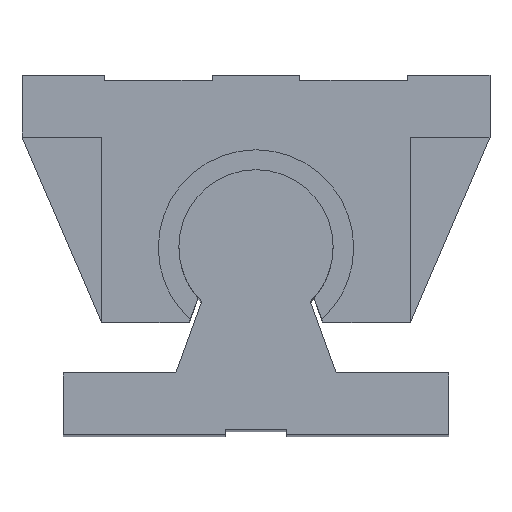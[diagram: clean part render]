
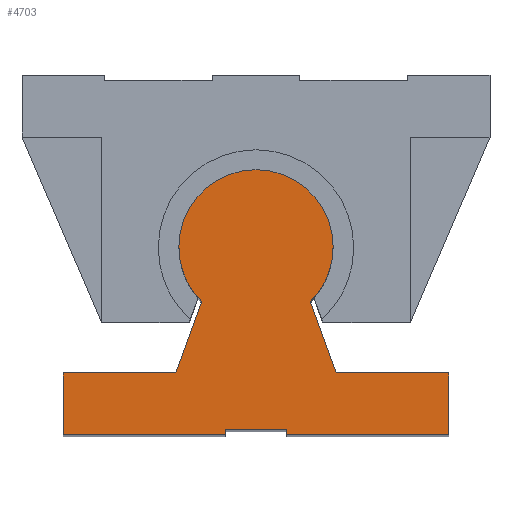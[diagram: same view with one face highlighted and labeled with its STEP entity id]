
A CAD part, top view. The second image highlights one B-rep face of the part: STEP entity #4703.
In plain terms, the highlighted planar face has unit normal (0, 0, 1).
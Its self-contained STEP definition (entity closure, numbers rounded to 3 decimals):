
#199 = CARTESIAN_POINT ( 'NONE',  ( 37.5, -58., 110. ) ) ;
#424 = DIRECTION ( 'NONE',  ( 0., 0., 1. ) ) ;
#512 = DIRECTION ( 'NONE',  ( 0., 0., -1. ) ) ;
#576 = VECTOR ( 'NONE', #3095, 1000. ) ;
#580 = CIRCLE ( 'NONE', #4853, 15. ) ;
#591 = CARTESIAN_POINT ( 'NONE',  ( 10.537, -44.156, 110. ) ) ;
#707 = EDGE_CURVE ( 'NONE', #11814, #15874, #11467, .T. ) ;
#746 = LINE ( 'NONE', #591, #15175 ) ;
#763 = LINE ( 'NONE', #14396, #576 ) ;
#835 = DIRECTION ( 'NONE',  ( -0.342, 0.94, 0. ) ) ;
#889 = VERTEX_POINT ( 'NONE', #4607 ) ;
#978 = ORIENTED_EDGE ( 'NONE', *, *, #4709, .T. ) ;
#1086 = VERTEX_POINT ( 'NONE', #3215 ) ;
#1561 = EDGE_CURVE ( 'NONE', #15874, #1086, #12035, .T. ) ;
#1687 = CARTESIAN_POINT ( 'NONE',  ( -15., -33.48, 110. ) ) ;
#1826 = CARTESIAN_POINT ( 'NONE',  ( -6., -70., 110. ) ) ;
#1909 = CARTESIAN_POINT ( 'NONE',  ( 0., -33.48, 110. ) ) ;
#1990 = PLANE ( 'NONE',  #5950 ) ;
#2139 = ORIENTED_EDGE ( 'NONE', *, *, #6563, .T. ) ;
#2483 = CARTESIAN_POINT ( 'NONE',  ( 15.576, -58., 110. ) ) ;
#2565 = DIRECTION ( 'NONE',  ( 1., 0., 0. ) ) ;
#2689 = CARTESIAN_POINT ( 'NONE',  ( -6., -70., 110. ) ) ;
#2974 = VECTOR ( 'NONE', #11082, 1000. ) ;
#3095 = DIRECTION ( 'NONE',  ( 1., 0., 0. ) ) ;
#3162 = VERTEX_POINT ( 'NONE', #2483 ) ;
#3215 = CARTESIAN_POINT ( 'NONE',  ( -37.5, -70., 110. ) ) ;
#3291 = EDGE_CURVE ( 'NONE', #16237, #6000, #15119, .T. ) ;
#3707 = CARTESIAN_POINT ( 'NONE',  ( -37.5, -58., 110. ) ) ;
#3754 = VECTOR ( 'NONE', #14659, 1000. ) ;
#3815 = CARTESIAN_POINT ( 'NONE',  ( 6., -69., 110. ) ) ;
#4137 = DIRECTION ( 'NONE',  ( -1., 0., 0. ) ) ;
#4160 = CARTESIAN_POINT ( 'NONE',  ( 0., -33.48, 110. ) ) ;
#4224 = CARTESIAN_POINT ( 'NONE',  ( 0., -33.48, 110. ) ) ;
#4361 = CARTESIAN_POINT ( 'NONE',  ( -37.5, -70., 110. ) ) ;
#4372 = ORIENTED_EDGE ( 'NONE', *, *, #9111, .T. ) ;
#4408 = EDGE_CURVE ( 'NONE', #11909, #12566, #13593, .T. ) ;
#4564 = LINE ( 'NONE', #1826, #12708 ) ;
#4607 = CARTESIAN_POINT ( 'NONE',  ( 6., -70., 110. ) ) ;
#4703 = ADVANCED_FACE ( 'NONE', ( #8378 ), #1990, .F. ) ;
#4709 = EDGE_CURVE ( 'NONE', #3162, #7108, #746, .T. ) ;
#4853 = AXIS2_PLACEMENT_3D ( 'NONE', #4224, #424, #8203 ) ;
#4888 = CARTESIAN_POINT ( 'NONE',  ( -6., -69., 110. ) ) ;
#4900 = CARTESIAN_POINT ( 'NONE',  ( -10.537, -44.156, 110. ) ) ;
#5043 = VECTOR ( 'NONE', #4137, 1000. ) ;
#5084 = ORIENTED_EDGE ( 'NONE', *, *, #707, .T. ) ;
#5152 = CARTESIAN_POINT ( 'NONE',  ( 37.5, -70., 110. ) ) ;
#5308 = VECTOR ( 'NONE', #8849, 1000. ) ;
#5351 = ORIENTED_EDGE ( 'NONE', *, *, #1561, .T. ) ;
#5950 = AXIS2_PLACEMENT_3D ( 'NONE', #1909, #512, #12074 ) ;
#6000 = VERTEX_POINT ( 'NONE', #6119 ) ;
#6064 = CARTESIAN_POINT ( 'NONE',  ( -15.576, -58., 110. ) ) ;
#6119 = CARTESIAN_POINT ( 'NONE',  ( 6., -69., 110. ) ) ;
#6395 = CARTESIAN_POINT ( 'NONE',  ( -37.5, -58., 110. ) ) ;
#6563 = EDGE_CURVE ( 'NONE', #1086, #13984, #4564, .T. ) ;
#6612 = VERTEX_POINT ( 'NONE', #15780 ) ;
#6829 = VECTOR ( 'NONE', #12451, 1000. ) ;
#7094 = EDGE_CURVE ( 'NONE', #889, #11909, #763, .T. ) ;
#7108 = VERTEX_POINT ( 'NONE', #12015 ) ;
#7422 = LINE ( 'NONE', #13500, #3754 ) ;
#7676 = ORIENTED_EDGE ( 'NONE', *, *, #14321, .T. ) ;
#8203 = DIRECTION ( 'NONE',  ( -1., 0., 0. ) ) ;
#8212 = EDGE_CURVE ( 'NONE', #6000, #889, #13686, .T. ) ;
#8213 = CIRCLE ( 'NONE', #9525, 15. ) ;
#8378 = FACE_OUTER_BOUND ( 'NONE', #9542, .T. ) ;
#8635 = VECTOR ( 'NONE', #8668, 1000. ) ;
#8668 = DIRECTION ( 'NONE',  ( 0., 1., 0. ) ) ;
#8849 = DIRECTION ( 'NONE',  ( -1., 0., 0. ) ) ;
#9111 = EDGE_CURVE ( 'NONE', #12682, #6612, #8213, .T. ) ;
#9352 = LINE ( 'NONE', #12796, #5043 ) ;
#9394 = EDGE_CURVE ( 'NONE', #12566, #3162, #9352, .T. ) ;
#9525 = AXIS2_PLACEMENT_3D ( 'NONE', #4160, #14221, #10670 ) ;
#9542 = EDGE_LOOP ( 'NONE', ( #15634, #10019, #4372, #7676, #5084, #5351, #2139, #14564, #15416, #10078, #14800, #13700, #11376, #978 ) ) ;
#9614 = DIRECTION ( 'NONE',  ( 1., 0., 0. ) ) ;
#9817 = CARTESIAN_POINT ( 'NONE',  ( 37.5, -70., 110. ) ) ;
#10019 = ORIENTED_EDGE ( 'NONE', *, *, #13417, .T. ) ;
#10078 = ORIENTED_EDGE ( 'NONE', *, *, #8212, .T. ) ;
#10550 = EDGE_CURVE ( 'NONE', #13984, #16237, #7422, .T. ) ;
#10565 = CARTESIAN_POINT ( 'NONE',  ( 15., -33.48, 110. ) ) ;
#10670 = DIRECTION ( 'NONE',  ( -1., 0., 0. ) ) ;
#11082 = DIRECTION ( 'NONE',  ( -0.342, -0.94, 0. ) ) ;
#11167 = LINE ( 'NONE', #4900, #2974 ) ;
#11376 = ORIENTED_EDGE ( 'NONE', *, *, #9394, .T. ) ;
#11467 = LINE ( 'NONE', #3707, #5308 ) ;
#11658 = VECTOR ( 'NONE', #14342, 1000. ) ;
#11690 = AXIS2_PLACEMENT_3D ( 'NONE', #13410, #13489, #12102 ) ;
#11814 = VERTEX_POINT ( 'NONE', #6064 ) ;
#11909 = VERTEX_POINT ( 'NONE', #5152 ) ;
#12015 = CARTESIAN_POINT ( 'NONE',  ( 10.537, -44.156, 110. ) ) ;
#12035 = LINE ( 'NONE', #4361, #11658 ) ;
#12074 = DIRECTION ( 'NONE',  ( -1., 0., 0. ) ) ;
#12102 = DIRECTION ( 'NONE',  ( -1., 0., 0. ) ) ;
#12451 = DIRECTION ( 'NONE',  ( 0., -1., 0. ) ) ;
#12566 = VERTEX_POINT ( 'NONE', #199 ) ;
#12682 = VERTEX_POINT ( 'NONE', #1687 ) ;
#12708 = VECTOR ( 'NONE', #9614, 1000. ) ;
#12796 = CARTESIAN_POINT ( 'NONE',  ( 37.5, -58., 110. ) ) ;
#12889 = EDGE_CURVE ( 'NONE', #7108, #14604, #580, .T. ) ;
#13410 = CARTESIAN_POINT ( 'NONE',  ( 0., -33.48, 110. ) ) ;
#13417 = EDGE_CURVE ( 'NONE', #14604, #12682, #14578, .T. ) ;
#13489 = DIRECTION ( 'NONE',  ( 0., 0., 1. ) ) ;
#13500 = CARTESIAN_POINT ( 'NONE',  ( -6., -69., 110. ) ) ;
#13593 = LINE ( 'NONE', #9817, #8635 ) ;
#13686 = LINE ( 'NONE', #15005, #6829 ) ;
#13700 = ORIENTED_EDGE ( 'NONE', *, *, #4408, .T. ) ;
#13984 = VERTEX_POINT ( 'NONE', #2689 ) ;
#14221 = DIRECTION ( 'NONE',  ( 0., 0., 1. ) ) ;
#14274 = VECTOR ( 'NONE', #2565, 1000. ) ;
#14321 = EDGE_CURVE ( 'NONE', #6612, #11814, #11167, .T. ) ;
#14342 = DIRECTION ( 'NONE',  ( 0., -1., 0. ) ) ;
#14396 = CARTESIAN_POINT ( 'NONE',  ( 6., -70., 110. ) ) ;
#14564 = ORIENTED_EDGE ( 'NONE', *, *, #10550, .T. ) ;
#14578 = CIRCLE ( 'NONE', #11690, 15. ) ;
#14604 = VERTEX_POINT ( 'NONE', #10565 ) ;
#14659 = DIRECTION ( 'NONE',  ( 0., 1., 0. ) ) ;
#14800 = ORIENTED_EDGE ( 'NONE', *, *, #7094, .T. ) ;
#15005 = CARTESIAN_POINT ( 'NONE',  ( 6., -69., 110. ) ) ;
#15119 = LINE ( 'NONE', #3815, #14274 ) ;
#15175 = VECTOR ( 'NONE', #835, 1000. ) ;
#15416 = ORIENTED_EDGE ( 'NONE', *, *, #3291, .T. ) ;
#15634 = ORIENTED_EDGE ( 'NONE', *, *, #12889, .T. ) ;
#15780 = CARTESIAN_POINT ( 'NONE',  ( -10.537, -44.156, 110. ) ) ;
#15874 = VERTEX_POINT ( 'NONE', #6395 ) ;
#16237 = VERTEX_POINT ( 'NONE', #4888 ) ;
